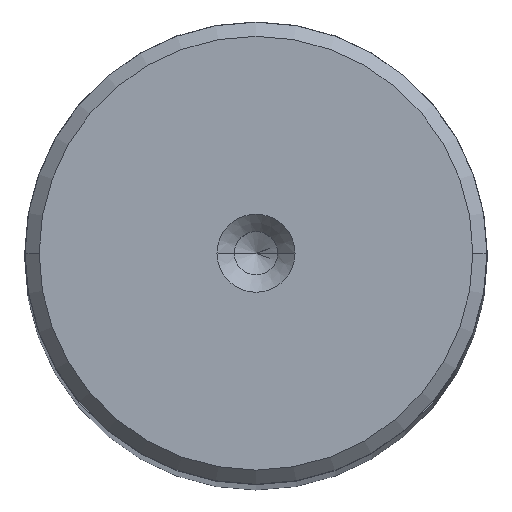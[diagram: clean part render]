
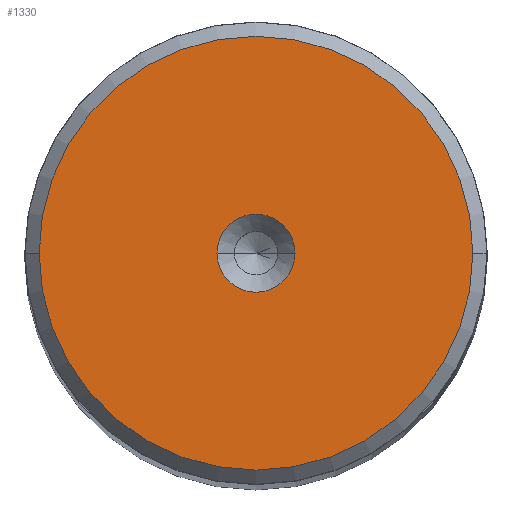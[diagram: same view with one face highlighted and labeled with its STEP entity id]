
A CAD part, top view. The second image highlights one B-rep face of the part: STEP entity #1330.
In plain terms, the highlighted planar face has unit normal (0, 0, 1).
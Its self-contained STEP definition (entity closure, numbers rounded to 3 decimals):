
#17 = CARTESIAN_POINT ( 'NONE',  ( 0., 0., 220. ) ) ;
#22 = ORIENTED_EDGE ( 'NONE', *, *, #1596, .F. ) ;
#24 = AXIS2_PLACEMENT_3D ( 'NONE', #17, #1391, #589 ) ;
#88 = EDGE_CURVE ( 'NONE', #713, #860, #1745, .T. ) ;
#196 = CIRCLE ( 'NONE', #591, 2.7 ) ;
#227 = ORIENTED_EDGE ( 'NONE', *, *, #1289, .T. ) ;
#382 = DIRECTION ( 'NONE',  ( 1., 0., 0. ) ) ;
#458 = EDGE_LOOP ( 'NONE', ( #2444, #22 ) ) ;
#572 = AXIS2_PLACEMENT_3D ( 'NONE', #807, #795, #2323 ) ;
#589 = DIRECTION ( 'NONE',  ( 1., 0., 0. ) ) ;
#591 = AXIS2_PLACEMENT_3D ( 'NONE', #727, #1292, #736 ) ;
#658 = DIRECTION ( 'NONE',  ( 0., 0., 1. ) ) ;
#713 = VERTEX_POINT ( 'NONE', #1096 ) ;
#727 = CARTESIAN_POINT ( 'NONE',  ( 0., 0., 220. ) ) ;
#736 = DIRECTION ( 'NONE',  ( 1., 0., 0. ) ) ;
#795 = DIRECTION ( 'NONE',  ( 0., 0., 1. ) ) ;
#807 = CARTESIAN_POINT ( 'NONE',  ( 0., 0., 220. ) ) ;
#860 = VERTEX_POINT ( 'NONE', #2048 ) ;
#931 = CARTESIAN_POINT ( 'NONE',  ( 2.7, 0., 220. ) ) ;
#1010 = VERTEX_POINT ( 'NONE', #931 ) ;
#1081 = AXIS2_PLACEMENT_3D ( 'NONE', #2415, #658, #1281 ) ;
#1096 = CARTESIAN_POINT ( 'NONE',  ( -15.011, 0., 220. ) ) ;
#1132 = AXIS2_PLACEMENT_3D ( 'NONE', #2099, #2292, #382 ) ;
#1171 = FACE_BOUND ( 'NONE', #458, .T. ) ;
#1242 = CARTESIAN_POINT ( 'NONE',  ( -2.7, 0., 220. ) ) ;
#1281 = DIRECTION ( 'NONE',  ( 1., 0., 0. ) ) ;
#1289 = EDGE_CURVE ( 'NONE', #860, #713, #2178, .T. ) ;
#1292 = DIRECTION ( 'NONE',  ( 0., 0., 1. ) ) ;
#1330 = ADVANCED_FACE ( 'NONE', ( #1171, #2058 ), #2304, .T. ) ;
#1391 = DIRECTION ( 'NONE',  ( 0., 0., 1. ) ) ;
#1596 = EDGE_CURVE ( 'NONE', #1974, #1010, #2116, .T. ) ;
#1602 = EDGE_LOOP ( 'NONE', ( #1722, #227 ) ) ;
#1722 = ORIENTED_EDGE ( 'NONE', *, *, #88, .T. ) ;
#1745 = CIRCLE ( 'NONE', #1081, 15.011 ) ;
#1974 = VERTEX_POINT ( 'NONE', #1242 ) ;
#2048 = CARTESIAN_POINT ( 'NONE',  ( 15.011, 0., 220. ) ) ;
#2058 = FACE_OUTER_BOUND ( 'NONE', #1602, .T. ) ;
#2099 = CARTESIAN_POINT ( 'NONE',  ( 0., 0., 220. ) ) ;
#2116 = CIRCLE ( 'NONE', #572, 2.7 ) ;
#2178 = CIRCLE ( 'NONE', #1132, 15.011 ) ;
#2292 = DIRECTION ( 'NONE',  ( 0., 0., 1. ) ) ;
#2304 = PLANE ( 'NONE',  #24 ) ;
#2323 = DIRECTION ( 'NONE',  ( 1., 0., 0. ) ) ;
#2415 = CARTESIAN_POINT ( 'NONE',  ( 0., 0., 220. ) ) ;
#2444 = ORIENTED_EDGE ( 'NONE', *, *, #2447, .F. ) ;
#2447 = EDGE_CURVE ( 'NONE', #1010, #1974, #196, .T. ) ;
